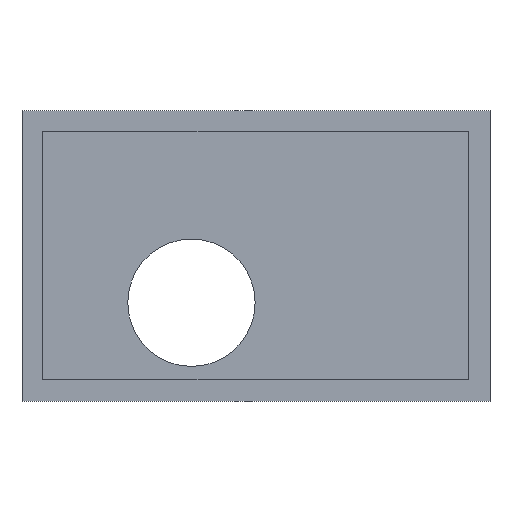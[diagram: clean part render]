
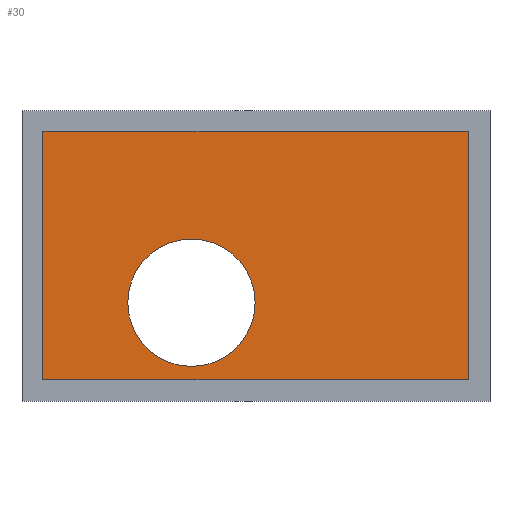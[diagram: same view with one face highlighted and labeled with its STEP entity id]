
A CAD part, front view. The second image highlights one B-rep face of the part: STEP entity #30.
In plain terms, the highlighted planar face has unit normal (0, -1, 0).
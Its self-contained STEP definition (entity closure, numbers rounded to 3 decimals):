
#15=FACE_BOUND('',#86,.T.);
#30=ADVANCED_FACE('',(#57,#15),#410,.T.);
#57=FACE_OUTER_BOUND('',#85,.T.);
#85=EDGE_LOOP('',(#151,#152,#153,#154));
#86=EDGE_LOOP('',(#155));
#151=ORIENTED_EDGE('',*,*,#258,.F.);
#152=ORIENTED_EDGE('',*,*,#251,.T.);
#153=ORIENTED_EDGE('',*,*,#253,.T.);
#154=ORIENTED_EDGE('',*,*,#257,.F.);
#155=ORIENTED_EDGE('',*,*,#235,.F.);
#235=EDGE_CURVE('',#360,#360,#358,.T.);
#251=EDGE_CURVE('',#372,#369,#311,.T.);
#253=EDGE_CURVE('',#369,#373,#313,.T.);
#257=EDGE_CURVE('',#376,#373,#317,.T.);
#258=EDGE_CURVE('',#372,#376,#318,.T.);
#311=B_SPLINE_CURVE_WITH_KNOTS('',1,(#685,#686),.UNSPECIFIED.,.F.,.F.,(2,
2),(5.1,105.956),.UNSPECIFIED.);
#313=B_SPLINE_CURVE_WITH_KNOTS('',1,(#689,#690),.UNSPECIFIED.,.F.,.F.,(2,
2),(5.1,178.9),.UNSPECIFIED.);
#317=B_SPLINE_CURVE_WITH_KNOTS('',1,(#697,#698),.UNSPECIFIED.,.F.,.F.,(2,
2),(5.1,105.956),.UNSPECIFIED.);
#318=B_SPLINE_CURVE_WITH_KNOTS('',1,(#699,#700),.UNSPECIFIED.,.F.,.F.,(2,
2),(5.1,178.9),.UNSPECIFIED.);
#358=CIRCLE('',#544,15.);
#360=VERTEX_POINT('',#610);
#369=VERTEX_POINT('',#619);
#372=VERTEX_POINT('',#622);
#373=VERTEX_POINT('',#623);
#376=VERTEX_POINT('',#626);
#410=PLANE('',#526);
#526=AXIS2_PLACEMENT_3D('',#592,#558,$);
#544=AXIS2_PLACEMENT_3D($,#654,#577,#578);
#558=DIRECTION('',(0.,-1.,0.));
#577=DIRECTION('',(0.,-1.,0.));
#578=DIRECTION('',(0.,0.,-1.));
#592=CARTESIAN_POINT('',(68.744,-10.,128.22));
#610=CARTESIAN_POINT('',(103.764,-10.,131.38));
#619=CARTESIAN_POINT('',(169.,-10.,128.22));
#622=CARTESIAN_POINT('',(68.744,-10.,128.22));
#623=CARTESIAN_POINT('',(169.,-10.,186.765));
#626=CARTESIAN_POINT('',(68.744,-10.,186.765));
#654=CARTESIAN_POINT('',(103.764,-10.,146.38));
#685=CARTESIAN_POINT('',(68.744,-10.,128.22));
#686=CARTESIAN_POINT('',(169.,-10.,128.22));
#689=CARTESIAN_POINT('',(169.,-10.,128.22));
#690=CARTESIAN_POINT('',(169.,-10.,186.765));
#697=CARTESIAN_POINT('',(68.744,-10.,186.765));
#698=CARTESIAN_POINT('',(169.,-10.,186.765));
#699=CARTESIAN_POINT('',(68.744,-10.,128.22));
#700=CARTESIAN_POINT('',(68.744,-10.,186.765));
